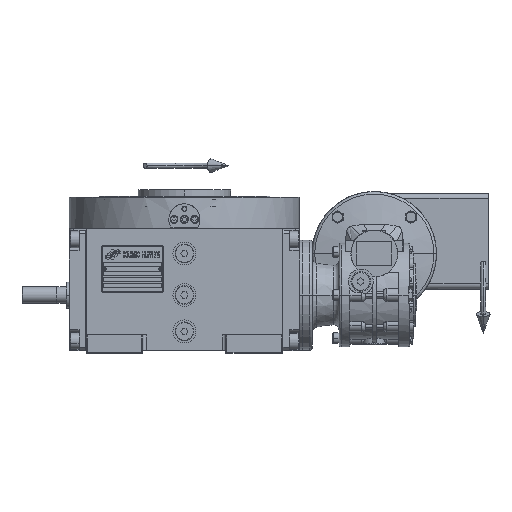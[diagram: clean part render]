
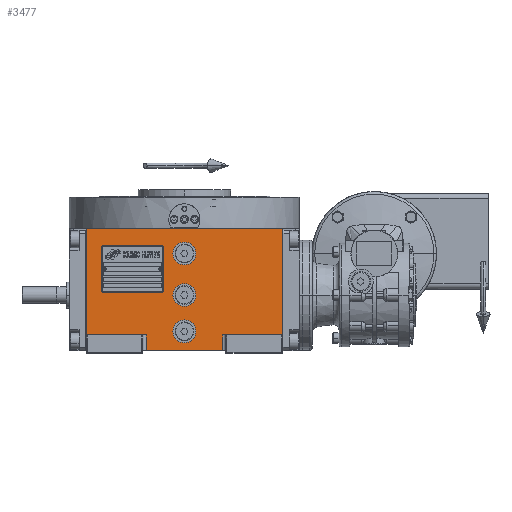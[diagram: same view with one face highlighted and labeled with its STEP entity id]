
A CAD part, top view. The second image highlights one B-rep face of the part: STEP entity #3477.
In plain terms, the highlighted planar face has unit normal (0, 0, 1).
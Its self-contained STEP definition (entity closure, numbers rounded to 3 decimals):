
#1896 = CIRCLE ( 'NONE', #38923, 11. ) ;
#3477 = ADVANCED_FACE ( 'NONE', ( #104779, #87923, #70545, #89658 ), #9663, .T. ) ;
#3573 = DIRECTION ( 'NONE',  ( 1., 0., 0. ) ) ;
#3928 = ORIENTED_EDGE ( 'NONE', *, *, #60399, .T. ) ;
#4067 = AXIS2_PLACEMENT_3D ( 'NONE', #30099, #109535, #72406 ) ;
#4733 = DIRECTION ( 'NONE',  ( 1., 0., 0. ) ) ;
#6659 = ORIENTED_EDGE ( 'NONE', *, *, #96111, .F. ) ;
#6930 = VECTOR ( 'NONE', #60752, 1000. ) ;
#7035 = ORIENTED_EDGE ( 'NONE', *, *, #29168, .T. ) ;
#7738 = CARTESIAN_POINT ( 'NONE',  ( 37., -53.5, 163.5 ) ) ;
#8495 = CARTESIAN_POINT ( 'NONE',  ( -94.5, -53.5, 163.5 ) ) ;
#9127 = LINE ( 'NONE', #54356, #96185 ) ;
#9663 = PLANE ( 'NONE',  #23551 ) ;
#11150 = CARTESIAN_POINT ( 'NONE',  ( -11., 0., 163.5 ) ) ;
#11507 = CARTESIAN_POINT ( 'NONE',  ( -37., -53.5, 163.5 ) ) ;
#11791 = DIRECTION ( 'NONE',  ( -1., 0., 0. ) ) ;
#12286 = LINE ( 'NONE', #83007, #37290 ) ;
#12483 = EDGE_CURVE ( 'NONE', #53524, #110934, #107095, .T. ) ;
#12523 = DIRECTION ( 'NONE',  ( 0., 0., 1. ) ) ;
#13660 = VERTEX_POINT ( 'NONE', #85515 ) ;
#14101 = VERTEX_POINT ( 'NONE', #49447 ) ;
#14830 = CIRCLE ( 'NONE', #33289, 11. ) ;
#16335 = CARTESIAN_POINT ( 'NONE',  ( -94.5, 64.5, 163.5 ) ) ;
#17162 = EDGE_CURVE ( 'NONE', #14101, #13660, #9127, .T. ) ;
#19350 = CARTESIAN_POINT ( 'NONE',  ( -94.5, -38.5, 163.5 ) ) ;
#19619 = LINE ( 'NONE', #11507, #28240 ) ;
#21397 = CARTESIAN_POINT ( 'NONE',  ( -37., -53.5, 163.5 ) ) ;
#23551 = AXIS2_PLACEMENT_3D ( 'NONE', #8495, #79235, #45026 ) ;
#24819 = AXIS2_PLACEMENT_3D ( 'NONE', #29370, #12523, #98964 ) ;
#25618 = ORIENTED_EDGE ( 'NONE', *, *, #98012, .F. ) ;
#28134 = VERTEX_POINT ( 'NONE', #7738 ) ;
#28240 = VECTOR ( 'NONE', #100812, 1000. ) ;
#28968 = LINE ( 'NONE', #100882, #32811 ) ;
#29168 = EDGE_CURVE ( 'NONE', #80326, #28134, #19619, .T. ) ;
#29370 = CARTESIAN_POINT ( 'NONE',  ( 0., 0., 163.5 ) ) ;
#29581 = CIRCLE ( 'NONE', #109211, 11. ) ;
#29774 = CARTESIAN_POINT ( 'NONE',  ( 11., -35., 163.5 ) ) ;
#30099 = CARTESIAN_POINT ( 'NONE',  ( 0., -35., 163.5 ) ) ;
#30355 = DIRECTION ( 'NONE',  ( 0., 0., 1. ) ) ;
#30449 = EDGE_CURVE ( 'NONE', #80326, #41360, #65907, .T. ) ;
#32811 = VECTOR ( 'NONE', #64303, 1000. ) ;
#33289 = AXIS2_PLACEMENT_3D ( 'NONE', #76955, #76390, #75836 ) ;
#34260 = ORIENTED_EDGE ( 'NONE', *, *, #108041, .F. ) ;
#35666 = DIRECTION ( 'NONE',  ( 0., 0., 1. ) ) ;
#36989 = DIRECTION ( 'NONE',  ( 1., 0., 0. ) ) ;
#37290 = VECTOR ( 'NONE', #3573, 1000. ) ;
#37954 = DIRECTION ( 'NONE',  ( 1., 0., 0. ) ) ;
#38473 = LINE ( 'NONE', #19350, #66491 ) ;
#38923 = AXIS2_PLACEMENT_3D ( 'NONE', #81366, #30355, #11791 ) ;
#40078 = ORIENTED_EDGE ( 'NONE', *, *, #52537, .F. ) ;
#40085 = EDGE_LOOP ( 'NONE', ( #7035, #40078, #63357, #89675, #25618, #6659, #3928, #75806 ) ) ;
#41305 = CARTESIAN_POINT ( 'NONE',  ( 0., 40., 163.5 ) ) ;
#41360 = VERTEX_POINT ( 'NONE', #72935 ) ;
#41881 = EDGE_CURVE ( 'NONE', #77234, #99519, #1896, .T. ) ;
#41888 = ORIENTED_EDGE ( 'NONE', *, *, #79912, .F. ) ;
#42414 = DIRECTION ( 'NONE',  ( 0., 0., 1. ) ) ;
#45026 = DIRECTION ( 'NONE',  ( 1., 0., 0. ) ) ;
#45589 = EDGE_LOOP ( 'NONE', ( #41888, #100808 ) ) ;
#45822 = CARTESIAN_POINT ( 'NONE',  ( 11., 0., 163.5 ) ) ;
#47316 = VERTEX_POINT ( 'NONE', #68251 ) ;
#47511 = EDGE_CURVE ( 'NONE', #99519, #77234, #100761, .T. ) ;
#48742 = VERTEX_POINT ( 'NONE', #77525 ) ;
#49447 = CARTESIAN_POINT ( 'NONE',  ( 37., -38.5, 163.5 ) ) ;
#52537 = EDGE_CURVE ( 'NONE', #14101, #28134, #28968, .T. ) ;
#53524 = VERTEX_POINT ( 'NONE', #106472 ) ;
#54356 = CARTESIAN_POINT ( 'NONE',  ( 37., -38.5, 163.5 ) ) ;
#55816 = CARTESIAN_POINT ( 'NONE',  ( -94.5, 64.5, 163.5 ) ) ;
#59637 = CARTESIAN_POINT ( 'NONE',  ( 94.5, -38.5, 163.5 ) ) ;
#60188 = LINE ( 'NONE', #59637, #6930 ) ;
#60399 = EDGE_CURVE ( 'NONE', #47316, #41360, #12286, .T. ) ;
#60752 = DIRECTION ( 'NONE',  ( 0., 1., 0. ) ) ;
#61463 = CIRCLE ( 'NONE', #4067, 11. ) ;
#63357 = ORIENTED_EDGE ( 'NONE', *, *, #17162, .T. ) ;
#64303 = DIRECTION ( 'NONE',  ( 0., -1., 0. ) ) ;
#65907 = LINE ( 'NONE', #102483, #71060 ) ;
#66491 = VECTOR ( 'NONE', #82501, 1000. ) ;
#67325 = VERTEX_POINT ( 'NONE', #16335 ) ;
#68251 = CARTESIAN_POINT ( 'NONE',  ( -94.5, -38.5, 163.5 ) ) ;
#68941 = VERTEX_POINT ( 'NONE', #113543 ) ;
#70545 = FACE_BOUND ( 'NONE', #97210, .T. ) ;
#71060 = VECTOR ( 'NONE', #101326, 1000. ) ;
#71896 = EDGE_LOOP ( 'NONE', ( #101058, #108303 ) ) ;
#72406 = DIRECTION ( 'NONE',  ( -1., 0., 0. ) ) ;
#72935 = CARTESIAN_POINT ( 'NONE',  ( -37., -38.5, 163.5 ) ) ;
#75806 = ORIENTED_EDGE ( 'NONE', *, *, #30449, .F. ) ;
#75836 = DIRECTION ( 'NONE',  ( 1., 0., 0. ) ) ;
#76390 = DIRECTION ( 'NONE',  ( 0., 0., 1. ) ) ;
#76660 = DIRECTION ( 'NONE',  ( -1., 0., 0. ) ) ;
#76955 = CARTESIAN_POINT ( 'NONE',  ( 0., 40., 163.5 ) ) ;
#77234 = VERTEX_POINT ( 'NONE', #11150 ) ;
#77525 = CARTESIAN_POINT ( 'NONE',  ( 94.5, 64.5, 163.5 ) ) ;
#79235 = DIRECTION ( 'NONE',  ( 0., 0., 1. ) ) ;
#79912 = EDGE_CURVE ( 'NONE', #82527, #68941, #29581, .T. ) ;
#80326 = VERTEX_POINT ( 'NONE', #21397 ) ;
#81366 = CARTESIAN_POINT ( 'NONE',  ( 0., 0., 163.5 ) ) ;
#82448 = LINE ( 'NONE', #55816, #83455 ) ;
#82501 = DIRECTION ( 'NONE',  ( 0., 1., 0. ) ) ;
#82527 = VERTEX_POINT ( 'NONE', #29774 ) ;
#83007 = CARTESIAN_POINT ( 'NONE',  ( -94.5, -38.5, 163.5 ) ) ;
#83063 = AXIS2_PLACEMENT_3D ( 'NONE', #41305, #42414, #76660 ) ;
#83455 = VECTOR ( 'NONE', #4733, 1000. ) ;
#83637 = ORIENTED_EDGE ( 'NONE', *, *, #12483, .F. ) ;
#85515 = CARTESIAN_POINT ( 'NONE',  ( 94.5, -38.5, 163.5 ) ) ;
#87923 = FACE_BOUND ( 'NONE', #45589, .T. ) ;
#89658 = FACE_OUTER_BOUND ( 'NONE', #40085, .T. ) ;
#89675 = ORIENTED_EDGE ( 'NONE', *, *, #105770, .T. ) ;
#96111 = EDGE_CURVE ( 'NONE', #47316, #67325, #38473, .T. ) ;
#96185 = VECTOR ( 'NONE', #36989, 1000. ) ;
#97210 = EDGE_LOOP ( 'NONE', ( #34260, #83637 ) ) ;
#98012 = EDGE_CURVE ( 'NONE', #67325, #48742, #82448, .T. ) ;
#98964 = DIRECTION ( 'NONE',  ( 1., 0., 0. ) ) ;
#99431 = CARTESIAN_POINT ( 'NONE',  ( 0., -35., 163.5 ) ) ;
#99519 = VERTEX_POINT ( 'NONE', #45822 ) ;
#100761 = CIRCLE ( 'NONE', #24819, 11. ) ;
#100808 = ORIENTED_EDGE ( 'NONE', *, *, #110494, .F. ) ;
#100812 = DIRECTION ( 'NONE',  ( 1., 0., 0. ) ) ;
#100882 = CARTESIAN_POINT ( 'NONE',  ( 37., -38.5, 163.5 ) ) ;
#101058 = ORIENTED_EDGE ( 'NONE', *, *, #47511, .F. ) ;
#101326 = DIRECTION ( 'NONE',  ( 0., 1., 0. ) ) ;
#101862 = CARTESIAN_POINT ( 'NONE',  ( 11., 40., 163.5 ) ) ;
#102483 = CARTESIAN_POINT ( 'NONE',  ( -37., -53.5, 163.5 ) ) ;
#104779 = FACE_BOUND ( 'NONE', #71896, .T. ) ;
#105770 = EDGE_CURVE ( 'NONE', #13660, #48742, #60188, .T. ) ;
#106472 = CARTESIAN_POINT ( 'NONE',  ( -11., 40., 163.5 ) ) ;
#107095 = CIRCLE ( 'NONE', #83063, 11. ) ;
#108041 = EDGE_CURVE ( 'NONE', #110934, #53524, #14830, .T. ) ;
#108303 = ORIENTED_EDGE ( 'NONE', *, *, #41881, .F. ) ;
#109211 = AXIS2_PLACEMENT_3D ( 'NONE', #99431, #35666, #37954 ) ;
#109535 = DIRECTION ( 'NONE',  ( 0., 0., 1. ) ) ;
#110494 = EDGE_CURVE ( 'NONE', #68941, #82527, #61463, .T. ) ;
#110934 = VERTEX_POINT ( 'NONE', #101862 ) ;
#113543 = CARTESIAN_POINT ( 'NONE',  ( -11., -35., 163.5 ) ) ;
